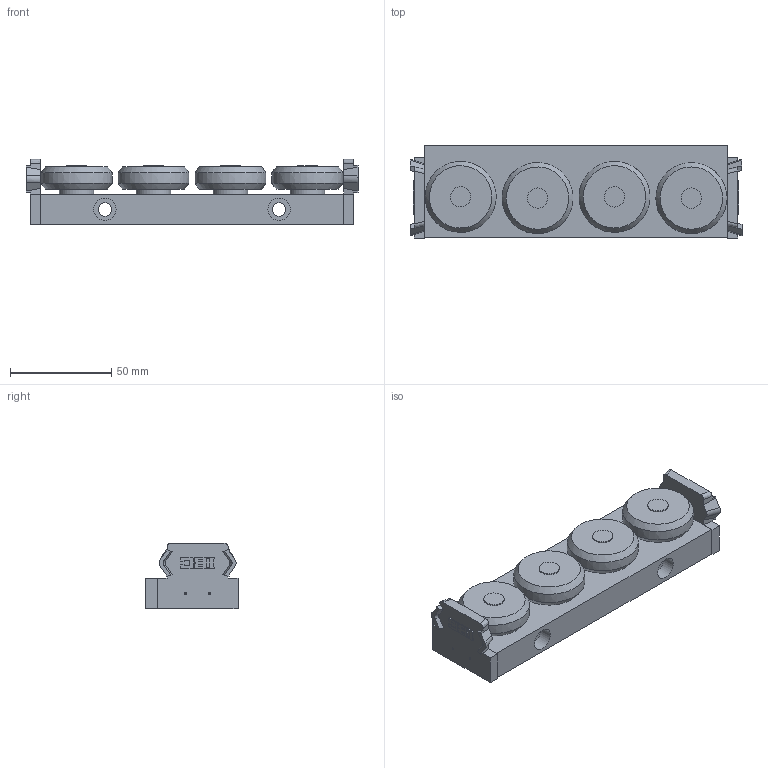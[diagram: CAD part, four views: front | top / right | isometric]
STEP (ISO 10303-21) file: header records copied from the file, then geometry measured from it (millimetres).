
FILE_DESCRIPTION((''),'2;1');
FILE_NAME('D-CR 43-22-A.2RS.AX.stp','2018-08-08T16:45:52',('USpaeth'),(''),'Autodesk Inventor 2012','Autodesk Inventor 2012','');
FILE_SCHEMA(('AUTOMOTIVE_DESIGN { 1 0 10303 214 1 1 1 1 }'));
Length unit declared in the file: millimetre
Products named in the file (4): D-CR 43-22-A.2RS.AX; LL.CR 43-22-A; Dummy 35-43 ; D-ABS X43
Assembly tree (7 placements, depth 2):
  D-CR 43-22-A.2RS.AX
    LL.CR 43-22-A
    Dummy 35-43   x4
    D-ABS X43  x2
Bounding box: 164 x 45.5 x 32.2 mm (x, y, z)
Volume: 148115.4 mm3; surface area: 42101.6 mm2
Topology: 7 solids, 7 shells, 270 faces, 666 edges, 442 vertices
Faces by surface type: plane 162, cylinder 76, bspline 24, cone 8
Full cylindrical faces by diameter (mm): 1 x6, 3.242 x4, 6.5 x4, 6.647 x2, 6.7 x2, 10 x4, 10.4 x4, 11 x2, 12 x8, 17 x4
Entity records: 4513 total; most frequent: CARTESIAN_POINT 1005, DIRECTION 700, ORIENTED_EDGE 632, EDGE_CURVE 316, AXIS2_PLACEMENT_3D 248, VERTEX_POINT 232, EDGE_LOOP 222, VECTOR 204
